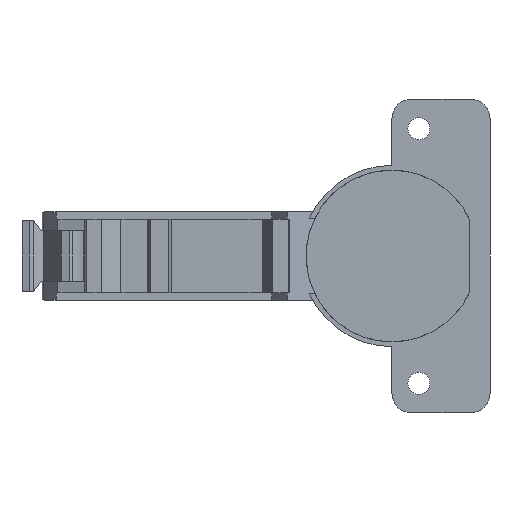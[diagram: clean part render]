
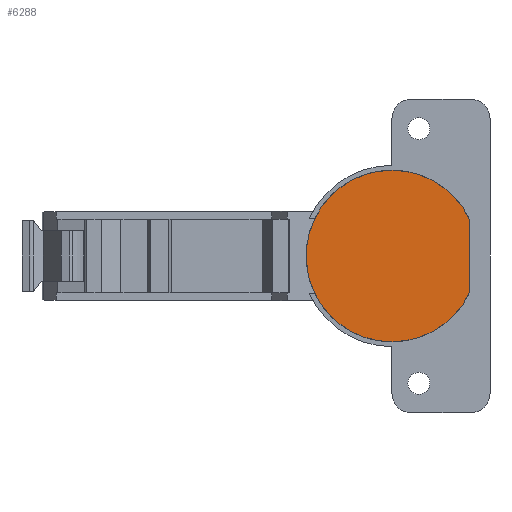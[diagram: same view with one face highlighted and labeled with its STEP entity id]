
A CAD part, front view. The second image highlights one B-rep face of the part: STEP entity #6288.
In plain terms, the highlighted planar face has unit normal (0, -1, 0).
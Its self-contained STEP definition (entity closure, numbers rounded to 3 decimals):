
#1274=DIRECTION('',(0.,0.,-1.));
#1275=VECTOR('',#1274,14.642);
#1276=CARTESIAN_POINT('',(39.393,-14.027,7.321));
#1277=LINE('',#1276,#1275);
#1281=CARTESIAN_POINT('',(23.498,-14.027,0.));
#1282=DIRECTION('',(0.,1.,0.));
#1283=DIRECTION('',(0.908,0.,-0.418));
#1284=AXIS2_PLACEMENT_3D('',#1281,#1282,#1283);
#1289=CARTESIAN_POINT('',(23.498,-14.027,0.));
#1290=DIRECTION('',(0.,1.,0.));
#1291=DIRECTION('',(0.,0.,-1.));
#1292=AXIS2_PLACEMENT_3D('',#1289,#1290,#1291);
#1297=CARTESIAN_POINT('',(23.498,-14.027,0.));
#1298=DIRECTION('',(0.,1.,0.));
#1299=DIRECTION('',(-0.908,0.,0.418));
#1300=AXIS2_PLACEMENT_3D('',#1297,#1298,#1299);
#1305=CARTESIAN_POINT('',(23.498,-14.027,0.));
#1306=DIRECTION('',(0.,1.,0.));
#1307=DIRECTION('',(0.,0.,1.));
#1308=AXIS2_PLACEMENT_3D('',#1305,#1306,#1307);
#5437=CARTESIAN_POINT('',(39.393,-14.027,7.321));
#5439=VERTEX_POINT('',#5437);
#5440=CARTESIAN_POINT('',(39.393,-14.027,
-7.321));
#5441=CARTESIAN_POINT('',(23.498,-14.027,-17.5));
#5442=VERTEX_POINT('',#5440);
#5443=VERTEX_POINT('',#5441);
#5444=CARTESIAN_POINT('',(7.603,-14.027,7.321));
#5445=VERTEX_POINT('',#5444);
#5446=CARTESIAN_POINT('',(23.498,-14.027,17.5));
#5447=VERTEX_POINT('',#5446);
#6276=CARTESIAN_POINT('',(23.498,-14.027,0.));
#6277=DIRECTION('',(0.,-1.,0.));
#6278=DIRECTION('',(-1.,0.,0.));
#6279=AXIS2_PLACEMENT_3D('',#6276,#6277,#6278);
#6280=PLANE('',#6279);
#6281=ORIENTED_EDGE('',*,*,#6268,.T.);
#6282=ORIENTED_EDGE('',*,*,#6250,.T.);
#6283=ORIENTED_EDGE('',*,*,#6248,.T.);
#6284=ORIENTED_EDGE('',*,*,#6246,.T.);
#6285=ORIENTED_EDGE('',*,*,#6244,.T.);
#6286=EDGE_LOOP('',(#6281,#6282,#6283,#6284,#6285));
#6287=FACE_OUTER_BOUND('',#6286,.F.);
#1285=CIRCLE('',#1284,17.5);
#1293=CIRCLE('',#1292,17.5);
#1301=CIRCLE('',#1300,17.5);
#1309=CIRCLE('',#1308,17.5);
#6244=EDGE_CURVE('',#5447,#5439,#1309,.T.);
#6246=EDGE_CURVE('',#5445,#5447,#1301,.T.);
#6248=EDGE_CURVE('',#5443,#5445,#1293,.T.);
#6250=EDGE_CURVE('',#5442,#5443,#1285,.T.);
#6268=EDGE_CURVE('',#5439,#5442,#1277,.T.);
#6288=ADVANCED_FACE('',(#6287),#6280,.T.);
